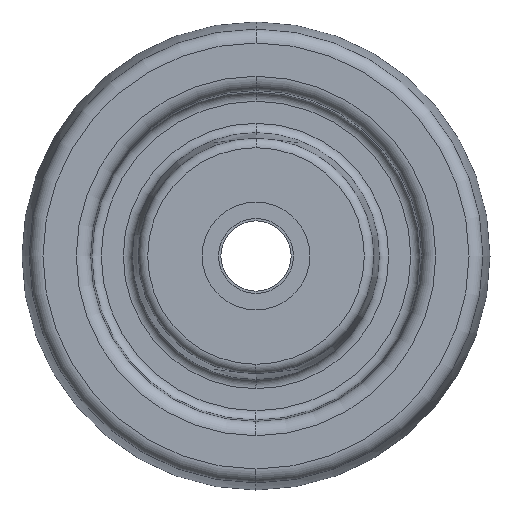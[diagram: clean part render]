
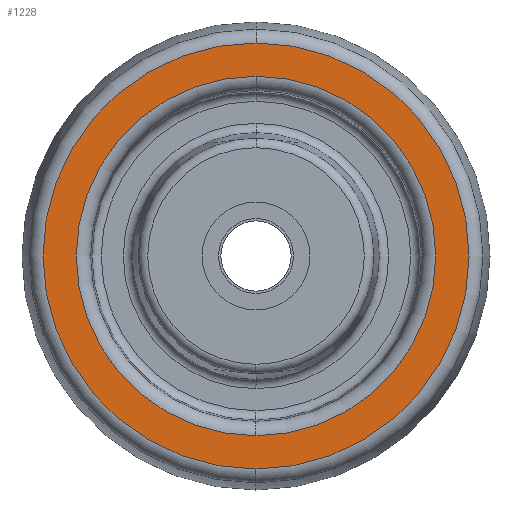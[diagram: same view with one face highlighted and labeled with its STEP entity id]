
A CAD part, left-side view. The second image highlights one B-rep face of the part: STEP entity #1228.
In plain terms, the highlighted planar face has unit normal (-1, 0, 0).
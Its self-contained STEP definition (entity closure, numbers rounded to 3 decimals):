
#55 = EDGE_CURVE ( 'NONE', #201, #317, #986, .T. ) ;
#127 = CARTESIAN_POINT ( 'NONE',  ( -20., 0., -45.516 ) ) ;
#192 = CIRCLE ( 'NONE', #1241, 38.402 ) ;
#201 = VERTEX_POINT ( 'NONE', #127 ) ;
#289 = DIRECTION ( 'NONE',  ( 0., 0., 1. ) ) ;
#317 = VERTEX_POINT ( 'NONE', #783 ) ;
#327 = DIRECTION ( 'NONE',  ( -1., 0., 0. ) ) ;
#354 = ORIENTED_EDGE ( 'NONE', *, *, #55, .T. ) ;
#389 = CARTESIAN_POINT ( 'NONE',  ( -20., 0., 0. ) ) ;
#477 = EDGE_CURVE ( 'NONE', #856, #1997, #2402, .T. ) ;
#648 = ORIENTED_EDGE ( 'NONE', *, *, #477, .T. ) ;
#741 = DIRECTION ( 'NONE',  ( 0., 0., 1. ) ) ;
#759 = CIRCLE ( 'NONE', #1600, 45.516 ) ;
#783 = CARTESIAN_POINT ( 'NONE',  ( -20., 0., 45.516 ) ) ;
#856 = VERTEX_POINT ( 'NONE', #1681 ) ;
#986 = CIRCLE ( 'NONE', #1670, 45.516 ) ;
#1228 = ADVANCED_FACE ( 'NONE', ( #1965, #1569 ), #1257, .T. ) ;
#1241 = AXIS2_PLACEMENT_3D ( 'NONE', #1360, #1774, #1735 ) ;
#1257 = PLANE ( 'NONE',  #2274 ) ;
#1267 = DIRECTION ( 'NONE',  ( -1., 0., 0. ) ) ;
#1301 = CARTESIAN_POINT ( 'NONE',  ( -20., 0., 0. ) ) ;
#1324 = DIRECTION ( 'NONE',  ( -1., 0., 0. ) ) ;
#1360 = CARTESIAN_POINT ( 'NONE',  ( -20., 0., 0. ) ) ;
#1371 = DIRECTION ( 'NONE',  ( 1., 0., 0. ) ) ;
#1401 = EDGE_LOOP ( 'NONE', ( #1807, #354 ) ) ;
#1496 = EDGE_LOOP ( 'NONE', ( #1825, #648 ) ) ;
#1534 = CARTESIAN_POINT ( 'NONE',  ( -20., 0., 0. ) ) ;
#1546 = AXIS2_PLACEMENT_3D ( 'NONE', #1534, #1371, #1945 ) ;
#1569 = FACE_OUTER_BOUND ( 'NONE', #1401, .T. ) ;
#1600 = AXIS2_PLACEMENT_3D ( 'NONE', #1301, #327, #741 ) ;
#1670 = AXIS2_PLACEMENT_3D ( 'NONE', #389, #1324, #1902 ) ;
#1681 = CARTESIAN_POINT ( 'NONE',  ( -20., 0., -38.402 ) ) ;
#1735 = DIRECTION ( 'NONE',  ( 0., 0., 1. ) ) ;
#1774 = DIRECTION ( 'NONE',  ( 1., 0., 0. ) ) ;
#1807 = ORIENTED_EDGE ( 'NONE', *, *, #2502, .T. ) ;
#1825 = ORIENTED_EDGE ( 'NONE', *, *, #2059, .T. ) ;
#1902 = DIRECTION ( 'NONE',  ( 0., 0., 1. ) ) ;
#1945 = DIRECTION ( 'NONE',  ( 0., 0., 1. ) ) ;
#1965 = FACE_BOUND ( 'NONE', #1496, .T. ) ;
#1997 = VERTEX_POINT ( 'NONE', #2473 ) ;
#2024 = CARTESIAN_POINT ( 'NONE',  ( -20., 48., 0. ) ) ;
#2059 = EDGE_CURVE ( 'NONE', #1997, #856, #192, .T. ) ;
#2274 = AXIS2_PLACEMENT_3D ( 'NONE', #2024, #1267, #289 ) ;
#2402 = CIRCLE ( 'NONE', #1546, 38.402 ) ;
#2473 = CARTESIAN_POINT ( 'NONE',  ( -20., 0., 38.402 ) ) ;
#2502 = EDGE_CURVE ( 'NONE', #317, #201, #759, .T. ) ;
